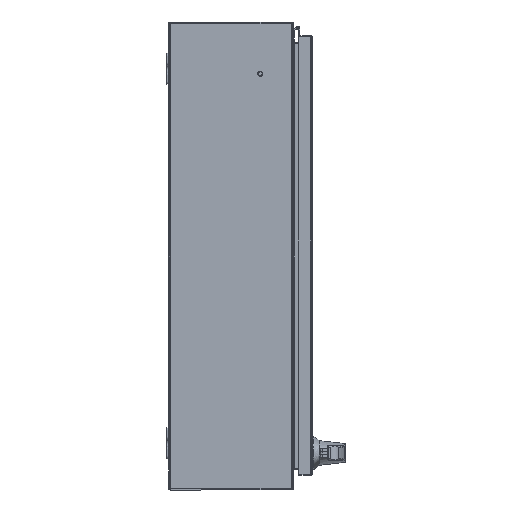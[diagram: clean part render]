
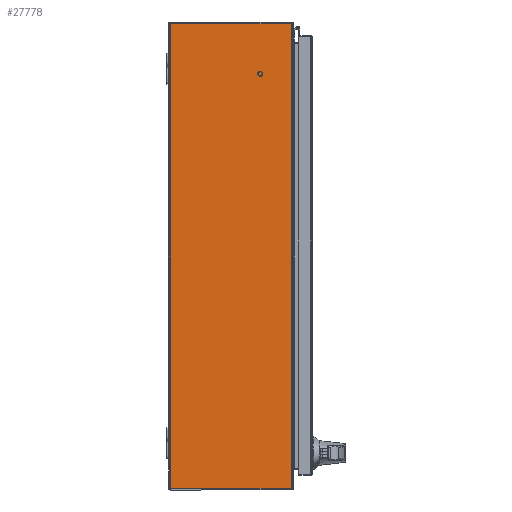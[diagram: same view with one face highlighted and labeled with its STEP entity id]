
A CAD part, front view. The second image highlights one B-rep face of the part: STEP entity #27778.
In plain terms, the highlighted face is planar.
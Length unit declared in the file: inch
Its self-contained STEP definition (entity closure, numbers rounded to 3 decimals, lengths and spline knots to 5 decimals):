
#4515 = VERTEX_POINT ( 'NONE', #98428 ) ;
#4633 = CARTESIAN_POINT ( 'NONE',  ( -104.406, 0., -15. ) ) ;
#10731 = LINE ( 'NONE', #30025, #76648 ) ;
#11343 = LINE ( 'NONE', #23916, #12631 ) ;
#12631 = VECTOR ( 'NONE', #82887, 39.37008 ) ;
#21834 = VERTEX_POINT ( 'NONE', #77223 ) ;
#22427 = VECTOR ( 'NONE', #109188, 39.37008 ) ;
#23192 = DIRECTION ( 'NONE',  ( 1., 0., 0. ) ) ;
#23916 = CARTESIAN_POINT ( 'NONE',  ( 14.892, -0.108, -15. ) ) ;
#25952 = CARTESIAN_POINT ( 'NONE',  ( -14.92789, 0., -15. ) ) ;
#26318 = CARTESIAN_POINT ( 'NONE',  ( -14.82789, -7.85858, -15. ) ) ;
#27778 = ADVANCED_FACE ( 'NONE', ( #84379 ), #55034, .F. ) ;
#28191 = AXIS2_PLACEMENT_3D ( 'NONE', #81784, #106062, #23192 ) ;
#30025 = CARTESIAN_POINT ( 'NONE',  ( -104.406, -7.892, -15. ) ) ;
#32836 = EDGE_CURVE ( 'NONE', #70107, #68191, #11343, .T. ) ;
#34275 = EDGE_CURVE ( 'NONE', #98300, #42160, #10731, .T. ) ;
#37595 = AXIS2_PLACEMENT_3D ( 'NONE', #26318, #93781, #103287 ) ;
#39006 = ORIENTED_EDGE ( 'NONE', *, *, #45367, .F. ) ;
#40521 = LINE ( 'NONE', #25952, #61612 ) ;
#42160 = VERTEX_POINT ( 'NONE', #81199 ) ;
#44780 = EDGE_LOOP ( 'NONE', ( #74717, #99508, #97204, #99305, #58953, #39006 ) ) ;
#45367 = EDGE_CURVE ( 'NONE', #21834, #70107, #59376, .T. ) ;
#46806 = EDGE_CURVE ( 'NONE', #68191, #4515, #40521, .T. ) ;
#51019 = CARTESIAN_POINT ( 'NONE',  ( 14.92789, 0., -15. ) ) ;
#55034 = PLANE ( 'NONE',  #93000 ) ;
#58706 = EDGE_CURVE ( 'NONE', #4515, #98300, #73830, .T. ) ;
#58953 = ORIENTED_EDGE ( 'NONE', *, *, #32836, .F. ) ;
#59376 = LINE ( 'NONE', #51019, #22427 ) ;
#59895 = DIRECTION ( 'NONE',  ( 0., -1., 0. ) ) ;
#61612 = VECTOR ( 'NONE', #59895, 39.37008 ) ;
#63512 = DIRECTION ( 'NONE',  ( 0., 0., 1. ) ) ;
#66096 = CARTESIAN_POINT ( 'NONE',  ( -14.92789, -0.108, -15. ) ) ;
#68191 = VERTEX_POINT ( 'NONE', #66096 ) ;
#70107 = VERTEX_POINT ( 'NONE', #74983 ) ;
#73830 = CIRCLE ( 'NONE', #37595, 0.1 ) ;
#74717 = ORIENTED_EDGE ( 'NONE', *, *, #88029, .F. ) ;
#74983 = CARTESIAN_POINT ( 'NONE',  ( 14.92789, -0.108, -15. ) ) ;
#76648 = VECTOR ( 'NONE', #79466, 39.37008 ) ;
#77223 = CARTESIAN_POINT ( 'NONE',  ( 14.92789, -7.85858, -15. ) ) ;
#79466 = DIRECTION ( 'NONE',  ( 1., 0., 0. ) ) ;
#79745 = CARTESIAN_POINT ( 'NONE',  ( -14.92214, -7.892, -15. ) ) ;
#80777 = DIRECTION ( 'NONE',  ( 1., 0., 0. ) ) ;
#81199 = CARTESIAN_POINT ( 'NONE',  ( 14.92214, -7.892, -15. ) ) ;
#81784 = CARTESIAN_POINT ( 'NONE',  ( 14.82789, -7.85858, -15. ) ) ;
#82887 = DIRECTION ( 'NONE',  ( -1., 0., 0. ) ) ;
#84379 = FACE_OUTER_BOUND ( 'NONE', #44780, .T. ) ;
#88029 = EDGE_CURVE ( 'NONE', #42160, #21834, #94607, .T. ) ;
#93000 = AXIS2_PLACEMENT_3D ( 'NONE', #4633, #63512, #80777 ) ;
#93781 = DIRECTION ( 'NONE',  ( 0., 0., 1. ) ) ;
#94607 = CIRCLE ( 'NONE', #28191, 0.1 ) ;
#97204 = ORIENTED_EDGE ( 'NONE', *, *, #58706, .F. ) ;
#98300 = VERTEX_POINT ( 'NONE', #79745 ) ;
#98428 = CARTESIAN_POINT ( 'NONE',  ( -14.92789, -7.85858, -15. ) ) ;
#99305 = ORIENTED_EDGE ( 'NONE', *, *, #46806, .F. ) ;
#99508 = ORIENTED_EDGE ( 'NONE', *, *, #34275, .F. ) ;
#103287 = DIRECTION ( 'NONE',  ( -1., 0., 0. ) ) ;
#106062 = DIRECTION ( 'NONE',  ( 0., 0., 1. ) ) ;
#109188 = DIRECTION ( 'NONE',  ( 0., 1., 0. ) ) ;
